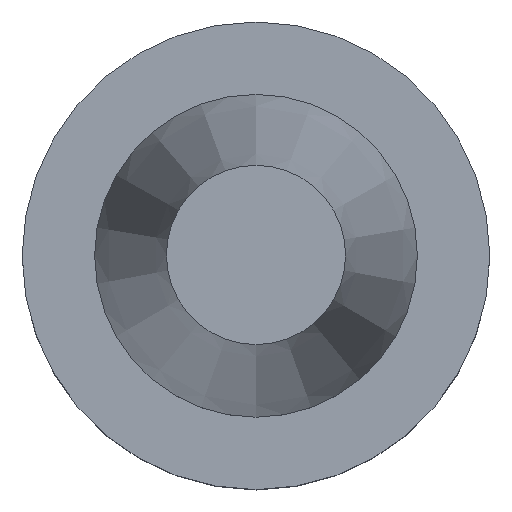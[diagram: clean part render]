
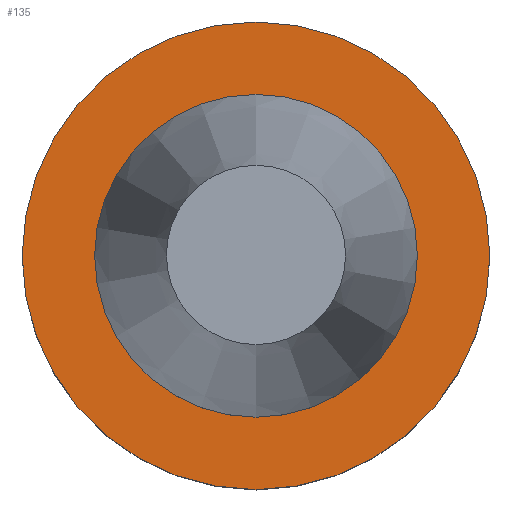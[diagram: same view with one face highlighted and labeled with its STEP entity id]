
A CAD part, top view. The second image highlights one B-rep face of the part: STEP entity #135.
In plain terms, the highlighted planar face has unit normal (0, 0, 1).
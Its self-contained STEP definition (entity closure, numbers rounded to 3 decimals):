
#69=EDGE_CURVE('Unnamed[1]',#172,#172,#173,.T.);
#103=EDGE_CURVE('Unnamed[1]',#226,#226,#227,.T.);
#135=ADVANCED_FACE('Unnamed[1]',(#275,#276),#277,.T.);
#172=VERTEX_POINT('',#311);
#173=CIRCLE('',#312,23.0);
#226=VERTEX_POINT('',#378);
#227=CIRCLE('',#379,15.875);
#275=FACE_OUTER_BOUND('',#438,.T.);
#276=FACE_BOUND('',#439,.T.);
#277=PLANE('',#440);
#311=CARTESIAN_POINT('',(0.,23.0,-1.));
#312=AXIS2_PLACEMENT_3D('',#462,#463,#464);
#378=CARTESIAN_POINT('',(0.,15.875,-1.));
#379=AXIS2_PLACEMENT_3D('',#524,#525,#526);
#438=EDGE_LOOP('',(#577));
#439=EDGE_LOOP('',(#578));
#440=AXIS2_PLACEMENT_3D('',#579,#580,#581);
#462=CARTESIAN_POINT('',(0.,0.,-1.0));
#463=DIRECTION('',(0.,0.,-1.0));
#464=DIRECTION('',(0.,1.0,0.));
#524=CARTESIAN_POINT('',(0.,0.,-1.0));
#525=DIRECTION('',(0.,0.,-1.0));
#526=DIRECTION('',(0.,1.0,0.));
#577=ORIENTED_EDGE('',*,*,#69,.F.);
#578=ORIENTED_EDGE('',*,*,#103,.T.);
#579=CARTESIAN_POINT('',(0.,19.438,-1.));
#580=DIRECTION('',(0.,0.,1.0));
#581=DIRECTION('',(0.,-1.0,0.));
